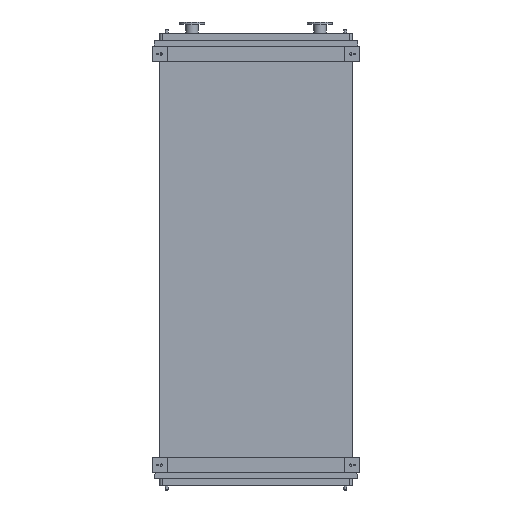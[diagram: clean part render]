
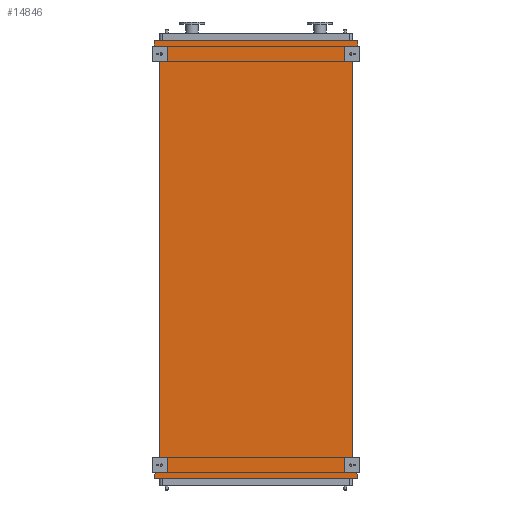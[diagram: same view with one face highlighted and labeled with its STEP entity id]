
A CAD part, front view. The second image highlights one B-rep face of the part: STEP entity #14846.
In plain terms, the highlighted planar face has unit normal (0, -1, 0).
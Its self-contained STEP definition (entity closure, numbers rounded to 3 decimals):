
#196 = EDGE_CURVE ( 'NONE', #23221, #2397, #13827, .T. ) ;
#303 = CARTESIAN_POINT ( 'NONE',  ( 891., 0., 53. ) ) ;
#445 = LINE ( 'NONE', #6143, #5683 ) ;
#613 = VECTOR ( 'NONE', #1869, 1000. ) ;
#673 = CARTESIAN_POINT ( 'NONE',  ( 845., 0., -3650. ) ) ;
#701 = DIRECTION ( 'NONE',  ( 0.655, 0., -0.755 ) ) ;
#927 = EDGE_CURVE ( 'NONE', #22089, #3144, #19655, .T. ) ;
#1068 = EDGE_CURVE ( 'NONE', #11087, #21903, #17351, .T. ) ;
#1187 = CARTESIAN_POINT ( 'NONE',  ( 845., 0., 0. ) ) ;
#1302 = EDGE_CURVE ( 'NONE', #3144, #11087, #19922, .T. ) ;
#1776 = EDGE_CURVE ( 'NONE', #13152, #6404, #19043, .T. ) ;
#1815 = CARTESIAN_POINT ( 'NONE',  ( -891., 0., -3745. ) ) ;
#1869 = DIRECTION ( 'NONE',  ( 0., 0., 1. ) ) ;
#1964 = EDGE_CURVE ( 'NONE', #18928, #23221, #445, .T. ) ;
#2397 = VERTEX_POINT ( 'NONE', #16989 ) ;
#3144 = VERTEX_POINT ( 'NONE', #11409 ) ;
#3517 = VECTOR ( 'NONE', #701, 1000. ) ;
#4011 = DIRECTION ( 'NONE',  ( -0.655, 0., -0.755 ) ) ;
#4162 = DIRECTION ( 'NONE',  ( 1., 0., 0. ) ) ;
#4405 = CARTESIAN_POINT ( 'NONE',  ( 891., 0., -3703. ) ) ;
#4556 = DIRECTION ( 'NONE',  ( 0., 0., -1. ) ) ;
#4667 = EDGE_CURVE ( 'NONE', #24233, #18928, #16138, .T. ) ;
#4955 = DIRECTION ( 'NONE',  ( -0.655, 0., 0.755 ) ) ;
#5079 = LINE ( 'NONE', #7393, #19361 ) ;
#5207 = VERTEX_POINT ( 'NONE', #303 ) ;
#5234 = DIRECTION ( 'NONE',  ( 0., 0., 1. ) ) ;
#5455 = DIRECTION ( 'NONE',  ( 0.655, 0., 0.755 ) ) ;
#5617 = VECTOR ( 'NONE', #4955, 1000. ) ;
#5683 = VECTOR ( 'NONE', #15979, 1000. ) ;
#6143 = CARTESIAN_POINT ( 'NONE',  ( -891., 0., 53. ) ) ;
#6155 = ORIENTED_EDGE ( 'NONE', *, *, #18867, .T. ) ;
#6161 = LINE ( 'NONE', #15863, #6805 ) ;
#6179 = ORIENTED_EDGE ( 'NONE', *, *, #13482, .F. ) ;
#6379 = ORIENTED_EDGE ( 'NONE', *, *, #23875, .F. ) ;
#6404 = VERTEX_POINT ( 'NONE', #21771 ) ;
#6405 = ORIENTED_EDGE ( 'NONE', *, *, #196, .F. ) ;
#6526 = ORIENTED_EDGE ( 'NONE', *, *, #1964, .F. ) ;
#6548 = ORIENTED_EDGE ( 'NONE', *, *, #4667, .F. ) ;
#6618 = EDGE_CURVE ( 'NONE', #21903, #24233, #19104, .T. ) ;
#6687 = ORIENTED_EDGE ( 'NONE', *, *, #6618, .F. ) ;
#6719 = ORIENTED_EDGE ( 'NONE', *, *, #1068, .F. ) ;
#6774 = ORIENTED_EDGE ( 'NONE', *, *, #1302, .F. ) ;
#6805 = VECTOR ( 'NONE', #4011, 1000. ) ;
#6902 = ORIENTED_EDGE ( 'NONE', *, *, #927, .F. ) ;
#6947 = ORIENTED_EDGE ( 'NONE', *, *, #19085, .F. ) ;
#7196 = ORIENTED_EDGE ( 'NONE', *, *, #1776, .F. ) ;
#7393 = CARTESIAN_POINT ( 'NONE',  ( 891., 0., 95. ) ) ;
#7996 = VECTOR ( 'NONE', #4162, 1000. ) ;
#8102 = VECTOR ( 'NONE', #21536, 1000. ) ;
#9426 = EDGE_LOOP ( 'NONE', ( #6155, #6179, #6379, #6405, #6526, #6548, #6687, #6719, #6774, #6902, #6947, #7196 ) ) ;
#10366 = FACE_OUTER_BOUND ( 'NONE', #9426, .T. ) ;
#10454 = PLANE ( 'NONE',  #19473 ) ;
#11009 = CARTESIAN_POINT ( 'NONE',  ( 891., 0., -3745. ) ) ;
#11087 = VERTEX_POINT ( 'NONE', #16872 ) ;
#11293 = CARTESIAN_POINT ( 'NONE',  ( -845., 0., -3650. ) ) ;
#11409 = CARTESIAN_POINT ( 'NONE',  ( -891., 0., -3745. ) ) ;
#11817 = CARTESIAN_POINT ( 'NONE',  ( -891., 0., 53. ) ) ;
#12199 = VECTOR ( 'NONE', #5455, 1000. ) ;
#13152 = VERTEX_POINT ( 'NONE', #673 ) ;
#13482 = EDGE_CURVE ( 'NONE', #5207, #16576, #6161, .T. ) ;
#13827 = LINE ( 'NONE', #20999, #7996 ) ;
#14735 = VECTOR ( 'NONE', #20544, 1000. ) ;
#14846 = ADVANCED_FACE ( 'NONE', ( #10366 ), #10454, .T. ) ;
#15738 = CARTESIAN_POINT ( 'NONE',  ( 845., 0., -3650. ) ) ;
#15771 = LINE ( 'NONE', #15738, #613 ) ;
#15847 = CARTESIAN_POINT ( 'NONE',  ( -845., 0., -3650. ) ) ;
#15863 = CARTESIAN_POINT ( 'NONE',  ( 891., 0., 53. ) ) ;
#15979 = DIRECTION ( 'NONE',  ( 0., 0., 1. ) ) ;
#16138 = LINE ( 'NONE', #18257, #5617 ) ;
#16370 = DIRECTION ( 'NONE',  ( 0., -1., 0. ) ) ;
#16509 = CARTESIAN_POINT ( 'NONE',  ( 891., 0., -3745. ) ) ;
#16576 = VERTEX_POINT ( 'NONE', #1187 ) ;
#16872 = CARTESIAN_POINT ( 'NONE',  ( -891., 0., -3703. ) ) ;
#16989 = CARTESIAN_POINT ( 'NONE',  ( 891., 0., 95. ) ) ;
#17196 = CARTESIAN_POINT ( 'NONE',  ( -891., 0., -3703. ) ) ;
#17351 = LINE ( 'NONE', #17196, #12199 ) ;
#18257 = CARTESIAN_POINT ( 'NONE',  ( -845., 0., 0. ) ) ;
#18329 = LINE ( 'NONE', #4405, #8102 ) ;
#18867 = EDGE_CURVE ( 'NONE', #13152, #16576, #15771, .T. ) ;
#18928 = VERTEX_POINT ( 'NONE', #11817 ) ;
#19043 = LINE ( 'NONE', #20058, #3517 ) ;
#19085 = EDGE_CURVE ( 'NONE', #6404, #22089, #18329, .T. ) ;
#19104 = LINE ( 'NONE', #11293, #23937 ) ;
#19169 = CARTESIAN_POINT ( 'NONE',  ( -891., 0., 95. ) ) ;
#19361 = VECTOR ( 'NONE', #20732, 1000. ) ;
#19473 = AXIS2_PLACEMENT_3D ( 'NONE', #19876, #16370, #4556 ) ;
#19655 = LINE ( 'NONE', #11009, #14735 ) ;
#19876 = CARTESIAN_POINT ( 'NONE',  ( -845., 0., -3650. ) ) ;
#19922 = LINE ( 'NONE', #1815, #24170 ) ;
#20058 = CARTESIAN_POINT ( 'NONE',  ( 845., 0., -3650. ) ) ;
#20544 = DIRECTION ( 'NONE',  ( -1., 0., 0. ) ) ;
#20732 = DIRECTION ( 'NONE',  ( 0., 0., -1. ) ) ;
#20999 = CARTESIAN_POINT ( 'NONE',  ( -891., 0., 95. ) ) ;
#21536 = DIRECTION ( 'NONE',  ( 0., 0., -1. ) ) ;
#21771 = CARTESIAN_POINT ( 'NONE',  ( 891., 0., -3703. ) ) ;
#21827 = CARTESIAN_POINT ( 'NONE',  ( -845., 0., 0. ) ) ;
#21903 = VERTEX_POINT ( 'NONE', #15847 ) ;
#22089 = VERTEX_POINT ( 'NONE', #16509 ) ;
#23017 = DIRECTION ( 'NONE',  ( 0., 0., 1. ) ) ;
#23221 = VERTEX_POINT ( 'NONE', #19169 ) ;
#23875 = EDGE_CURVE ( 'NONE', #2397, #5207, #5079, .T. ) ;
#23937 = VECTOR ( 'NONE', #5234, 1000. ) ;
#24170 = VECTOR ( 'NONE', #23017, 1000. ) ;
#24233 = VERTEX_POINT ( 'NONE', #21827 ) ;
